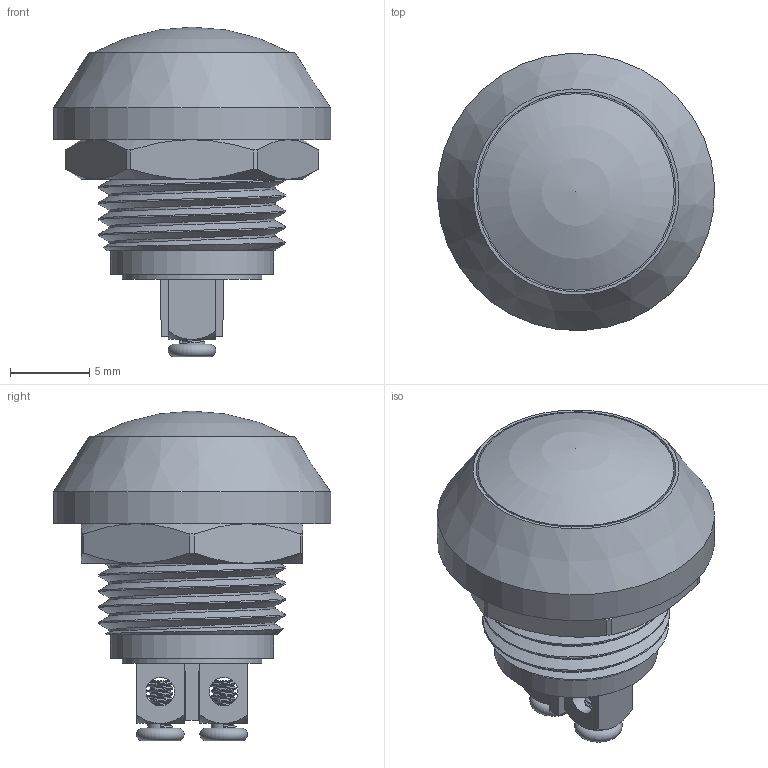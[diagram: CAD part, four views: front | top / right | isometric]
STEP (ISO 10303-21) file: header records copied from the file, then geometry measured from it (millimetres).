
FILE_DESCRIPTION(/* description */ (''),/* implementation_level */ '2;1');
FILE_NAME(/* name */ 'EJ12-231A.stp',/* time_stamp */ '2022-08-22T15:50:27+08:00',/* author */ (''),/* organization */ (''),/* preprocessor_version */ 'ST-DEVELOPER v11',/* originating_system */ 'SIEMENS UGS NX 6.0',/* authorisation */ '');
FILE_SCHEMA (('CONFIG_CONTROL_DESIGN'));
Length unit declared in the file: millimetre
Products named in the file (1): 669856
Bounding box: 17.48 x 17.48 x 20.8 mm (x, y, z)
Volume: 1644.8 mm3; surface area: 3061.8 mm2
Topology: 6 solids, 8 shells, 231 faces, 567 edges, 372 vertices
Faces by surface type: plane 110, cylinder 67, cone 26, bspline 25, torus 2, sphere 1
Full cylindrical faces by diameter (mm): 0.7 x2, 1.5 x2, 1.6 x16, 1.8 x6, 2 x2, 5 x2, 8.8 x1, 9 x1, 9.4 x2, 10.3 x1, 11.3 x1, 12.4 x1, 12.6 x1, 13.2 x1, 16 x1, 17.5 x1
Entity records: 14726 total; most frequent: CARTESIAN_POINT 10028, ORIENTED_EDGE 922, DIRECTION 868, EDGE_CURVE 461, AXIS2_PLACEMENT_3D 339, VERTEX_POINT 323, EDGE_LOOP 302, ADVANCED_FACE 217
